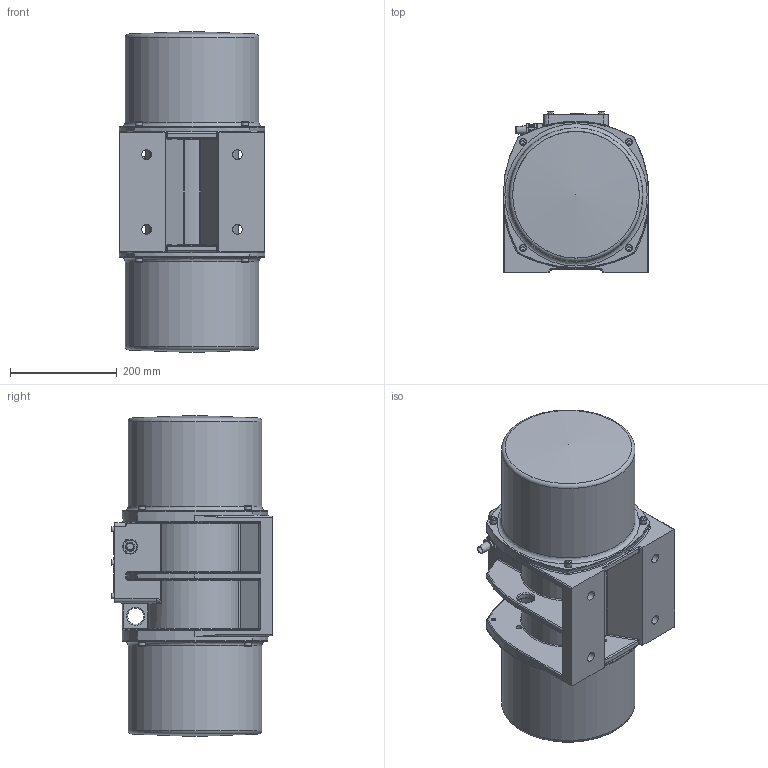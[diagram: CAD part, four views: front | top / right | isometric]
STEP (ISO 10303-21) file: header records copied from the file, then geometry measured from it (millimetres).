
FILE_DESCRIPTION((''),'2;1');
FILE_NAME('GE20-400-8 nativ1.stp','2010-02-24T13:04:38',('Doris'),(''),'Autodesk Inventor 2008','Autodesk Inventor 2008','');
FILE_SCHEMA(('AUTOMOTIVE_DESIGN { 1 0 10303 214 1 1 1 1 }'));
Length unit declared in the file: millimetre
Products named in the file (1): GE20-400-8 nativ
Bounding box: 272 x 301.17 x 600 mm (x, y, z)
Volume: 7874378.9 mm3; surface area: 1595394.9 mm2
Topology: 1 solids, 22 shells, 1112 faces, 2605 edges, 1597 vertices
Faces by surface type: plane 400, cylinder 282, bspline 275, cone 72, torus 56, sphere 27
Full cylindrical faces by diameter (mm): 2.729 x2, 3 x2, 6 x6, 6.4 x6, 8 x16, 8.4 x8, 10 x12, 13 x16, 16.5 x1, 20 x1, 23.8 x3, 28 x1, 60.6 x6, 70.6 x4, 74 x2, 90 x2, 150 x3, 154 x1, 237 x2, 241 x2, 246 x2, 250 x2
Entity records: 38177 total; most frequent: CARTESIAN_POINT 14676, DIRECTION 4549, ORIENTED_EDGE 4256, EDGE_CURVE 2128, AXIS2_PLACEMENT_3D 1895, EDGE_LOOP 1596, VERTEX_POINT 1458, STYLED_ITEM 1113
